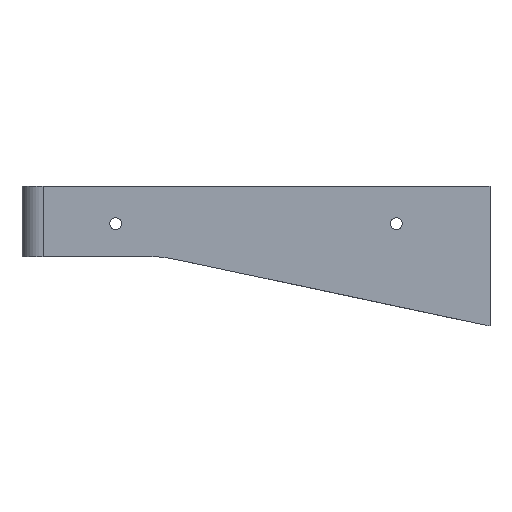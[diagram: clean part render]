
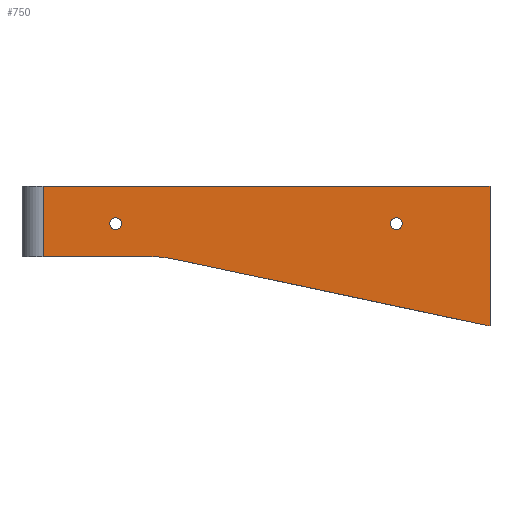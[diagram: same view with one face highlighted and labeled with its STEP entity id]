
A CAD part, front view. The second image highlights one B-rep face of the part: STEP entity #750.
In plain terms, the highlighted planar face has unit normal (0, -1, 0).
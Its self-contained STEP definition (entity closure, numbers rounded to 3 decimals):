
#10 = EDGE_CURVE ( 'NONE', #50, #788, #530, .T. ) ;
#26 = VERTEX_POINT ( 'NONE', #578 ) ;
#27 = DIRECTION ( 'NONE',  ( 0., 0., 1. ) ) ;
#28 = EDGE_CURVE ( 'NONE', #475, #26, #234, .T. ) ;
#31 = VERTEX_POINT ( 'NONE', #379 ) ;
#45 = AXIS2_PLACEMENT_3D ( 'NONE', #252, #305, #567 ) ;
#50 = VERTEX_POINT ( 'NONE', #81 ) ;
#54 = VECTOR ( 'NONE', #491, 1000. ) ;
#56 = DIRECTION ( 'NONE',  ( 0., 1., 0. ) ) ;
#57 = PLANE ( 'NONE',  #45 ) ;
#79 = VECTOR ( 'NONE', #749, 1000. ) ;
#81 = CARTESIAN_POINT ( 'NONE',  ( -23.153, -6.225, 3. ) ) ;
#82 = EDGE_CURVE ( 'NONE', #31, #651, #239, .T. ) ;
#120 = DIRECTION ( 'NONE',  ( 0., -1., 0. ) ) ;
#125 = CIRCLE ( 'NONE', #224, 1.25 ) ;
#132 = AXIS2_PLACEMENT_3D ( 'NONE', #140, #325, #644 ) ;
#136 = CIRCLE ( 'NONE', #315, 5. ) ;
#140 = CARTESIAN_POINT ( 'NONE',  ( -23.153, -6.225, -27. ) ) ;
#152 = EDGE_LOOP ( 'NONE', ( #264, #477, #710, #775, #529, #256, #162 ) ) ;
#162 = ORIENTED_EDGE ( 'NONE', *, *, #10, .T. ) ;
#183 = CARTESIAN_POINT ( 'NONE',  ( 50.057, -6.225, -6.779 ) ) ;
#223 = CARTESIAN_POINT ( 'NONE',  ( -16.916, -6.225, 2.344 ) ) ;
#224 = AXIS2_PLACEMENT_3D ( 'NONE', #502, #488, #618 ) ;
#228 = ORIENTED_EDGE ( 'NONE', *, *, #557, .T. ) ;
#230 = DIRECTION ( 'NONE',  ( 0., 1., 0. ) ) ;
#234 = CIRCLE ( 'NONE', #329, 1.25 ) ;
#235 = ORIENTED_EDGE ( 'NONE', *, *, #82, .T. ) ;
#238 = CARTESIAN_POINT ( 'NONE',  ( 30., -6.225, 10. ) ) ;
#239 = CIRCLE ( 'NONE', #301, 1.25 ) ;
#240 = CARTESIAN_POINT ( 'NONE',  ( -45.5, -6.225, 0. ) ) ;
#245 = CARTESIAN_POINT ( 'NONE',  ( 30., -6.225, 8.75 ) ) ;
#252 = CARTESIAN_POINT ( 'NONE',  ( 0., -6.225, 0. ) ) ;
#256 = ORIENTED_EDGE ( 'NONE', *, *, #462, .T. ) ;
#264 = ORIENTED_EDGE ( 'NONE', *, *, #528, .T. ) ;
#267 = AXIS2_PLACEMENT_3D ( 'NONE', #426, #56, #689 ) ;
#274 = CARTESIAN_POINT ( 'NONE',  ( -50., -6.225, 3. ) ) ;
#300 = EDGE_CURVE ( 'NONE', #651, #31, #486, .T. ) ;
#301 = AXIS2_PLACEMENT_3D ( 'NONE', #238, #230, #27 ) ;
#303 = LINE ( 'NONE', #806, #79 ) ;
#305 = DIRECTION ( 'NONE',  ( 0., 1., 0. ) ) ;
#308 = DIRECTION ( 'NONE',  ( 0., 0., 1. ) ) ;
#315 = AXIS2_PLACEMENT_3D ( 'NONE', #183, #120, #308 ) ;
#325 = DIRECTION ( 'NONE',  ( 0., 1., 0. ) ) ;
#329 = AXIS2_PLACEMENT_3D ( 'NONE', #581, #576, #516 ) ;
#339 = LINE ( 'NONE', #274, #717 ) ;
#351 = ORIENTED_EDGE ( 'NONE', *, *, #28, .T. ) ;
#355 = CARTESIAN_POINT ( 'NONE',  ( -30., -6.225, 11.25 ) ) ;
#367 = FACE_OUTER_BOUND ( 'NONE', #152, .T. ) ;
#379 = CARTESIAN_POINT ( 'NONE',  ( 30., -6.225, 11.25 ) ) ;
#398 = EDGE_LOOP ( 'NONE', ( #351, #228 ) ) ;
#402 = EDGE_CURVE ( 'NONE', #700, #545, #765, .T. ) ;
#409 = VERTEX_POINT ( 'NONE', #441 ) ;
#426 = CARTESIAN_POINT ( 'NONE',  ( 30., -6.225, 10. ) ) ;
#427 = CARTESIAN_POINT ( 'NONE',  ( -45.5, -6.225, 18. ) ) ;
#441 = CARTESIAN_POINT ( 'NONE',  ( -45.5, -6.225, 3. ) ) ;
#446 = CARTESIAN_POINT ( 'NONE',  ( -50., -6.225, 18. ) ) ;
#462 = EDGE_CURVE ( 'NONE', #409, #50, #339, .T. ) ;
#475 = VERTEX_POINT ( 'NONE', #355 ) ;
#477 = ORIENTED_EDGE ( 'NONE', *, *, #494, .T. ) ;
#484 = EDGE_LOOP ( 'NONE', ( #235, #521 ) ) ;
#485 = VERTEX_POINT ( 'NONE', #815 ) ;
#486 = CIRCLE ( 'NONE', #267, 1.25 ) ;
#488 = DIRECTION ( 'NONE',  ( 0., 1., 0. ) ) ;
#490 = EDGE_CURVE ( 'NONE', #545, #485, #303, .T. ) ;
#491 = DIRECTION ( 'NONE',  ( 0., 0., -1. ) ) ;
#493 = FACE_BOUND ( 'NONE', #398, .T. ) ;
#494 = EDGE_CURVE ( 'NONE', #725, #485, #136, .T. ) ;
#497 = CARTESIAN_POINT ( 'NONE',  ( 49.017, -6.225, -11.67 ) ) ;
#498 = CARTESIAN_POINT ( 'NONE',  ( 50., -6.225, 18. ) ) ;
#502 = CARTESIAN_POINT ( 'NONE',  ( -30., -6.225, 10. ) ) ;
#506 = DIRECTION ( 'NONE',  ( 1., 0., 0. ) ) ;
#516 = DIRECTION ( 'NONE',  ( 0., 0., 1. ) ) ;
#521 = ORIENTED_EDGE ( 'NONE', *, *, #300, .T. ) ;
#525 = DIRECTION ( 'NONE',  ( 1., 0., 0. ) ) ;
#528 = EDGE_CURVE ( 'NONE', #788, #725, #548, .T. ) ;
#529 = ORIENTED_EDGE ( 'NONE', *, *, #595, .T. ) ;
#530 = CIRCLE ( 'NONE', #132, 30. ) ;
#545 = VERTEX_POINT ( 'NONE', #498 ) ;
#548 = LINE ( 'NONE', #561, #565 ) ;
#557 = EDGE_CURVE ( 'NONE', #26, #475, #125, .T. ) ;
#561 = CARTESIAN_POINT ( 'NONE',  ( -20., -6.225, 3. ) ) ;
#565 = VECTOR ( 'NONE', #810, 1000. ) ;
#567 = DIRECTION ( 'NONE',  ( 0., 0., 1. ) ) ;
#576 = DIRECTION ( 'NONE',  ( 0., 1., 0. ) ) ;
#578 = CARTESIAN_POINT ( 'NONE',  ( -30., -6.225, 8.75 ) ) ;
#581 = CARTESIAN_POINT ( 'NONE',  ( -30., -6.225, 10. ) ) ;
#595 = EDGE_CURVE ( 'NONE', #700, #409, #804, .T. ) ;
#618 = DIRECTION ( 'NONE',  ( 0., 0., 1. ) ) ;
#644 = DIRECTION ( 'NONE',  ( 0., 0., 1. ) ) ;
#651 = VERTEX_POINT ( 'NONE', #245 ) ;
#668 = VECTOR ( 'NONE', #506, 1000. ) ;
#684 = FACE_BOUND ( 'NONE', #484, .T. ) ;
#689 = DIRECTION ( 'NONE',  ( 0., 0., 1. ) ) ;
#700 = VERTEX_POINT ( 'NONE', #427 ) ;
#710 = ORIENTED_EDGE ( 'NONE', *, *, #490, .F. ) ;
#717 = VECTOR ( 'NONE', #525, 1000. ) ;
#725 = VERTEX_POINT ( 'NONE', #497 ) ;
#749 = DIRECTION ( 'NONE',  ( 0., 0., -1. ) ) ;
#750 = ADVANCED_FACE ( 'NONE', ( #493, #684, #367 ), #57, .F. ) ;
#765 = LINE ( 'NONE', #446, #668 ) ;
#775 = ORIENTED_EDGE ( 'NONE', *, *, #402, .F. ) ;
#788 = VERTEX_POINT ( 'NONE', #223 ) ;
#804 = LINE ( 'NONE', #240, #54 ) ;
#806 = CARTESIAN_POINT ( 'NONE',  ( 50., -6.225, -18. ) ) ;
#810 = DIRECTION ( 'NONE',  ( 0.978, 0., -0.208 ) ) ;
#815 = CARTESIAN_POINT ( 'NONE',  ( 50., -6.225, -11.779 ) ) ;
